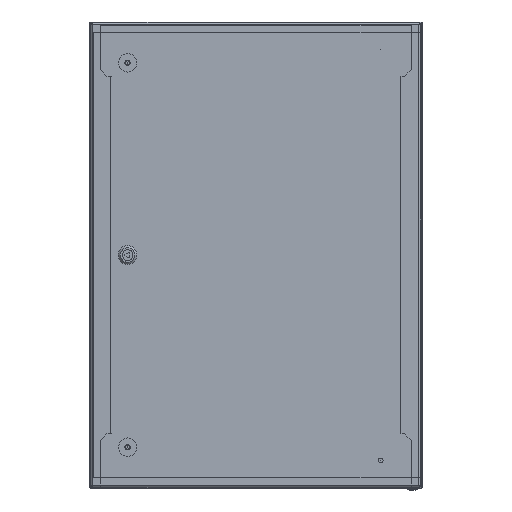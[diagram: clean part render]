
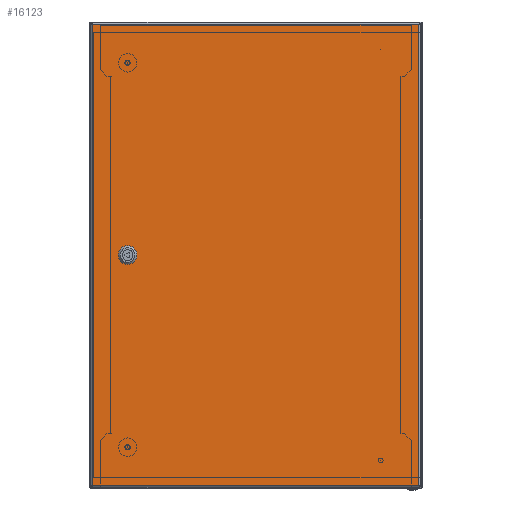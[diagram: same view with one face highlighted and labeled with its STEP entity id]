
A CAD part, top view. The second image highlights one B-rep face of the part: STEP entity #16123.
In plain terms, the highlighted face is planar.
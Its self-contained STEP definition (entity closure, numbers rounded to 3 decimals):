
#680 = LINE ( 'NONE', #11130, #11469 ) ;
#810 = ORIENTED_EDGE ( 'NONE', *, *, #54802, .T. ) ;
#945 = DIRECTION ( 'NONE',  ( 0., 0., 1. ) ) ;
#1002 = ORIENTED_EDGE ( 'NONE', *, *, #9096, .F. ) ;
#1647 = CARTESIAN_POINT ( 'NONE',  ( -187., -308.5, -1. ) ) ;
#2521 = LINE ( 'NONE', #21450, #18400 ) ;
#2656 = CIRCLE ( 'NONE', #54726, 0.5 ) ;
#4734 = LINE ( 'NONE', #25587, #9228 ) ;
#4860 = EDGE_LOOP ( 'NONE', ( #22447, #5340, #58077, #45408, #15601, #59420, #7757, #43693 ) ) ;
#5340 = ORIENTED_EDGE ( 'NONE', *, *, #11618, .T. ) ;
#5489 = FACE_BOUND ( 'NONE', #20524, .T. ) ;
#5781 = CARTESIAN_POINT ( 'NONE',  ( 182.25, -4.637, -1. ) ) ;
#6131 = CARTESIAN_POINT ( 'NONE',  ( 193., 288.5, -1. ) ) ;
#6543 = EDGE_LOOP ( 'NONE', ( #22547 ) ) ;
#6841 = EDGE_CURVE ( 'NONE', #33476, #39271, #680, .T. ) ;
#7745 = VERTEX_POINT ( 'NONE', #23059 ) ;
#7757 = ORIENTED_EDGE ( 'NONE', *, *, #37016, .T. ) ;
#7864 = AXIS2_PLACEMENT_3D ( 'NONE', #40083, #30595, #50515 ) ;
#8397 = VERTEX_POINT ( 'NONE', #57727 ) ;
#8431 = VERTEX_POINT ( 'NONE', #61681 ) ;
#8809 = CARTESIAN_POINT ( 'NONE',  ( 244.8, 2091., -1. ) ) ;
#9096 = EDGE_CURVE ( 'NONE', #8431, #18560, #20030, .T. ) ;
#9228 = VECTOR ( 'NONE', #59909, 1000. ) ;
#9429 = EDGE_LOOP ( 'NONE', ( #810 ) ) ;
#10140 = CIRCLE ( 'NONE', #43439, 11.25 ) ;
#10497 = DIRECTION ( 'NONE',  ( 0., 0., 1. ) ) ;
#10704 = FACE_BOUND ( 'NONE', #4860, .T. ) ;
#10786 = VERTEX_POINT ( 'NONE', #1647 ) ;
#11013 = DIRECTION ( 'NONE',  ( 1., 0., 0. ) ) ;
#11130 = CARTESIAN_POINT ( 'NONE',  ( 197.137, 10.25, -1. ) ) ;
#11469 = VECTOR ( 'NONE', #31012, 1000. ) ;
#11618 = EDGE_CURVE ( 'NONE', #47113, #55630, #4734, .T. ) ;
#11634 = EDGE_CURVE ( 'NONE', #8397, #46867, #35042, .T. ) ;
#12434 = CIRCLE ( 'NONE', #40513, 11.25 ) ;
#13717 = AXIS2_PLACEMENT_3D ( 'NONE', #15705, #19970, #31023 ) ;
#13909 = CARTESIAN_POINT ( 'NONE',  ( 192., -288.5, -1. ) ) ;
#14066 = CARTESIAN_POINT ( 'NONE',  ( 192.5, 288.5, -1. ) ) ;
#14932 = CIRCLE ( 'NONE', #35798, 11.25 ) ;
#15117 = CARTESIAN_POINT ( 'NONE',  ( -244.8, 2091., -1. ) ) ;
#15601 = ORIENTED_EDGE ( 'NONE', *, *, #50876, .T. ) ;
#15705 = CARTESIAN_POINT ( 'NONE',  ( -187.5, 308.5, -1. ) ) ;
#16123 = ADVANCED_FACE ( 'NONE', ( #31229, #16237, #55421, #5489, #20179, #10704 ), #36129, .F. ) ;
#16237 = FACE_BOUND ( 'NONE', #6543, .T. ) ;
#16253 = EDGE_CURVE ( 'NONE', #10786, #10786, #2656, .T. ) ;
#16455 = EDGE_CURVE ( 'NONE', #52544, #8431, #63239, .T. ) ;
#16671 = CIRCLE ( 'NONE', #24996, 0.5 ) ;
#18045 = CARTESIAN_POINT ( 'NONE',  ( 197.137, -10.25, -1. ) ) ;
#18400 = VECTOR ( 'NONE', #22412, 1000. ) ;
#18479 = CARTESIAN_POINT ( 'NONE',  ( 197.137, -10.25, -1. ) ) ;
#18560 = VERTEX_POINT ( 'NONE', #29009 ) ;
#18943 = VERTEX_POINT ( 'NONE', #52475 ) ;
#19768 = VERTEX_POINT ( 'NONE', #13909 ) ;
#19970 = DIRECTION ( 'NONE',  ( 0., 0., 1. ) ) ;
#20030 = LINE ( 'NONE', #15117, #38016 ) ;
#20179 = FACE_OUTER_BOUND ( 'NONE', #48891, .T. ) ;
#20524 = EDGE_LOOP ( 'NONE', ( #54475 ) ) ;
#20819 = EDGE_CURVE ( 'NONE', #52544, #47877, #52224, .T. ) ;
#21450 = CARTESIAN_POINT ( 'NONE',  ( 1742.5, -345.8, -1. ) ) ;
#22099 = DIRECTION ( 'NONE',  ( 0., 0., 1. ) ) ;
#22106 = DIRECTION ( 'NONE',  ( 0., 0., 1. ) ) ;
#22266 = DIRECTION ( 'NONE',  ( 0., 0., 1. ) ) ;
#22412 = DIRECTION ( 'NONE',  ( -1., 0., 0. ) ) ;
#22447 = ORIENTED_EDGE ( 'NONE', *, *, #43828, .T. ) ;
#22547 = ORIENTED_EDGE ( 'NONE', *, *, #39893, .T. ) ;
#23059 = CARTESIAN_POINT ( 'NONE',  ( -188., 308.5, -1. ) ) ;
#24312 = CARTESIAN_POINT ( 'NONE',  ( 182.25, 4.637, -1. ) ) ;
#24623 = CARTESIAN_POINT ( 'NONE',  ( 202.75, 4.637, -1. ) ) ;
#24940 = DIRECTION ( 'NONE',  ( 0., 1., 0. ) ) ;
#24996 = AXIS2_PLACEMENT_3D ( 'NONE', #14066, #48029, #37578 ) ;
#25116 = DIRECTION ( 'NONE',  ( 1., 0., 0. ) ) ;
#25587 = CARTESIAN_POINT ( 'NONE',  ( 182.25, 4.637, -1. ) ) ;
#26158 = DIRECTION ( 'NONE',  ( -1., 0., 0. ) ) ;
#26962 = DIRECTION ( 'NONE',  ( 0., 0., 1. ) ) ;
#27991 = VECTOR ( 'NONE', #24940, 1000. ) ;
#28122 = EDGE_CURVE ( 'NONE', #55630, #18943, #14932, .T. ) ;
#28277 = CIRCLE ( 'NONE', #13717, 0.5 ) ;
#29009 = CARTESIAN_POINT ( 'NONE',  ( -244.8, -345.8, -1. ) ) ;
#30103 = DIRECTION ( 'NONE',  ( -1., 0., 0. ) ) ;
#30434 = CARTESIAN_POINT ( 'NONE',  ( 1742.5, 345.8, -1. ) ) ;
#30595 = DIRECTION ( 'NONE',  ( 0., 0., 1. ) ) ;
#31012 = DIRECTION ( 'NONE',  ( -1., 0., 0. ) ) ;
#31023 = DIRECTION ( 'NONE',  ( -1., 0., 0. ) ) ;
#31120 = CIRCLE ( 'NONE', #35266, 0.5 ) ;
#31220 = CIRCLE ( 'NONE', #39567, 11.25 ) ;
#31229 = FACE_BOUND ( 'NONE', #9429, .T. ) ;
#31880 = DIRECTION ( 'NONE',  ( 1., 0., 0. ) ) ;
#31886 = VERTEX_POINT ( 'NONE', #6131 ) ;
#32191 = DIRECTION ( 'NONE',  ( 1., 0., 0. ) ) ;
#32298 = DIRECTION ( 'NONE',  ( 0., -1., 0. ) ) ;
#32517 = VECTOR ( 'NONE', #32298, 1000. ) ;
#33476 = VERTEX_POINT ( 'NONE', #43650 ) ;
#34898 = EDGE_CURVE ( 'NONE', #18943, #60751, #63550, .T. ) ;
#35042 = LINE ( 'NONE', #24623, #27991 ) ;
#35266 = AXIS2_PLACEMENT_3D ( 'NONE', #60795, #10497, #26158 ) ;
#35798 = AXIS2_PLACEMENT_3D ( 'NONE', #36763, #26962, #11013 ) ;
#36129 = PLANE ( 'NONE',  #7864 ) ;
#36763 = CARTESIAN_POINT ( 'NONE',  ( 192.5, 0., -1. ) ) ;
#37003 = VECTOR ( 'NONE', #30103, 1000. ) ;
#37016 = EDGE_CURVE ( 'NONE', #46867, #33476, #12434, .T. ) ;
#37578 = DIRECTION ( 'NONE',  ( 1., 0., 0. ) ) ;
#38016 = VECTOR ( 'NONE', #54948, 1000. ) ;
#38563 = ORIENTED_EDGE ( 'NONE', *, *, #46081, .T. ) ;
#38816 = ORIENTED_EDGE ( 'NONE', *, *, #16455, .F. ) ;
#39271 = VERTEX_POINT ( 'NONE', #57632 ) ;
#39567 = AXIS2_PLACEMENT_3D ( 'NONE', #47229, #22106, #32191 ) ;
#39670 = VECTOR ( 'NONE', #47848, 1000. ) ;
#39893 = EDGE_CURVE ( 'NONE', #31886, #31886, #16671, .T. ) ;
#40083 = CARTESIAN_POINT ( 'NONE',  ( 0., 0., -1. ) ) ;
#40513 = AXIS2_PLACEMENT_3D ( 'NONE', #53249, #22266, #42180 ) ;
#42180 = DIRECTION ( 'NONE',  ( 1., 0., 0. ) ) ;
#42325 = CARTESIAN_POINT ( 'NONE',  ( -187.5, -308.5, -1. ) ) ;
#43439 = AXIS2_PLACEMENT_3D ( 'NONE', #61358, #945, #25116 ) ;
#43650 = CARTESIAN_POINT ( 'NONE',  ( 197.137, 10.25, -1. ) ) ;
#43693 = ORIENTED_EDGE ( 'NONE', *, *, #6841, .T. ) ;
#43828 = EDGE_CURVE ( 'NONE', #39271, #47113, #31220, .T. ) ;
#45408 = ORIENTED_EDGE ( 'NONE', *, *, #34898, .T. ) ;
#46081 = EDGE_CURVE ( 'NONE', #7745, #7745, #28277, .T. ) ;
#46839 = ORIENTED_EDGE ( 'NONE', *, *, #20819, .T. ) ;
#46867 = VERTEX_POINT ( 'NONE', #53042 ) ;
#47113 = VERTEX_POINT ( 'NONE', #24312 ) ;
#47229 = CARTESIAN_POINT ( 'NONE',  ( 192.5, 0., -1. ) ) ;
#47592 = CARTESIAN_POINT ( 'NONE',  ( 244.8, -345.8, -1. ) ) ;
#47848 = DIRECTION ( 'NONE',  ( 1., 0., 0. ) ) ;
#47877 = VERTEX_POINT ( 'NONE', #47592 ) ;
#48029 = DIRECTION ( 'NONE',  ( 0., 0., 1. ) ) ;
#48891 = EDGE_LOOP ( 'NONE', ( #1002, #38816, #46839, #53520 ) ) ;
#49448 = CARTESIAN_POINT ( 'NONE',  ( 244.8, 345.8, -1. ) ) ;
#50515 = DIRECTION ( 'NONE',  ( 1., 0., 0. ) ) ;
#50876 = EDGE_CURVE ( 'NONE', #60751, #8397, #10140, .T. ) ;
#52224 = LINE ( 'NONE', #8809, #32517 ) ;
#52475 = CARTESIAN_POINT ( 'NONE',  ( 187.863, -10.25, -1. ) ) ;
#52544 = VERTEX_POINT ( 'NONE', #49448 ) ;
#53042 = CARTESIAN_POINT ( 'NONE',  ( 202.75, 4.637, -1. ) ) ;
#53249 = CARTESIAN_POINT ( 'NONE',  ( 192.5, 0., -1. ) ) ;
#53520 = ORIENTED_EDGE ( 'NONE', *, *, #62656, .T. ) ;
#54475 = ORIENTED_EDGE ( 'NONE', *, *, #16253, .T. ) ;
#54664 = EDGE_LOOP ( 'NONE', ( #38563 ) ) ;
#54726 = AXIS2_PLACEMENT_3D ( 'NONE', #42325, #22099, #31880 ) ;
#54802 = EDGE_CURVE ( 'NONE', #19768, #19768, #31120, .T. ) ;
#54948 = DIRECTION ( 'NONE',  ( 0., -1., 0. ) ) ;
#55421 = FACE_BOUND ( 'NONE', #54664, .T. ) ;
#55630 = VERTEX_POINT ( 'NONE', #5781 ) ;
#57632 = CARTESIAN_POINT ( 'NONE',  ( 187.863, 10.25, -1. ) ) ;
#57727 = CARTESIAN_POINT ( 'NONE',  ( 202.75, -4.637, -1. ) ) ;
#58077 = ORIENTED_EDGE ( 'NONE', *, *, #28122, .T. ) ;
#59420 = ORIENTED_EDGE ( 'NONE', *, *, #11634, .T. ) ;
#59909 = DIRECTION ( 'NONE',  ( 0., -1., 0. ) ) ;
#60751 = VERTEX_POINT ( 'NONE', #18045 ) ;
#60795 = CARTESIAN_POINT ( 'NONE',  ( 192.5, -288.5, -1. ) ) ;
#61358 = CARTESIAN_POINT ( 'NONE',  ( 192.5, 0., -1. ) ) ;
#61681 = CARTESIAN_POINT ( 'NONE',  ( -244.8, 345.8, -1. ) ) ;
#62656 = EDGE_CURVE ( 'NONE', #47877, #18560, #2521, .T. ) ;
#63239 = LINE ( 'NONE', #30434, #37003 ) ;
#63550 = LINE ( 'NONE', #18479, #39670 ) ;
